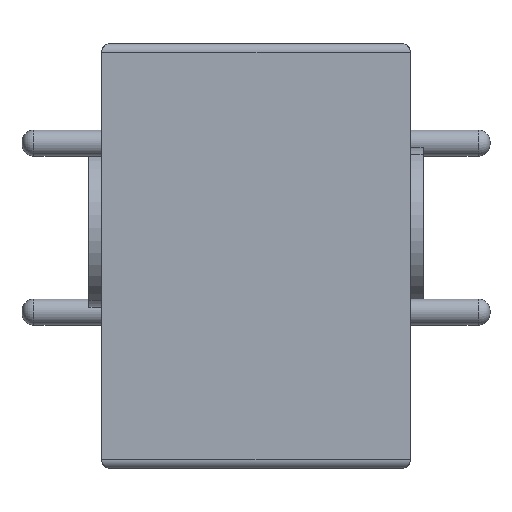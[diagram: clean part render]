
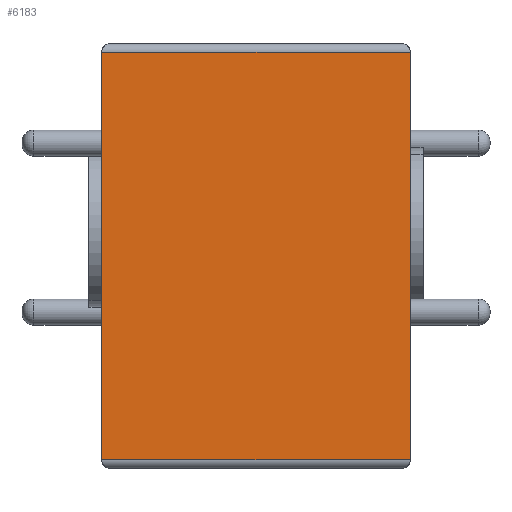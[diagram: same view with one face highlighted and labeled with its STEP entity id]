
A CAD part, front view. The second image highlights one B-rep face of the part: STEP entity #6183.
In plain terms, the highlighted planar face has unit normal (0, -1, 0).
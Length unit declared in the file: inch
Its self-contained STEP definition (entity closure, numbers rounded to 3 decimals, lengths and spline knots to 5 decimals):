
#162 = CARTESIAN_POINT ( 'NONE',  ( -0.3637, -0.3937, -0.54693 ) ) ;
#171 = VECTOR ( 'NONE', #1035, 39.37008 ) ;
#281 = EDGE_CURVE ( 'NONE', #947, #5142, #1623, .T. ) ;
#411 = AXIS2_PLACEMENT_3D ( 'NONE', #3808, #3763, #3132 ) ;
#449 = VERTEX_POINT ( 'NONE', #2668 ) ;
#510 = VECTOR ( 'NONE', #5929, 39.37008 ) ;
#947 = VERTEX_POINT ( 'NONE', #162 ) ;
#1035 = DIRECTION ( 'NONE',  ( 1., 0., 0. ) ) ;
#1238 = ORIENTED_EDGE ( 'NONE', *, *, #3299, .F. ) ;
#1476 = ORIENTED_EDGE ( 'NONE', *, *, #281, .T. ) ;
#1623 = LINE ( 'NONE', #3101, #171 ) ;
#1827 = PLANE ( 'NONE',  #411 ) ;
#1851 = DIRECTION ( 'NONE',  ( 0., 0., -1. ) ) ;
#1970 = CARTESIAN_POINT ( 'NONE',  ( -0.3637, -0.3937, 0.41307 ) ) ;
#2205 = EDGE_CURVE ( 'NONE', #449, #5142, #5209, .T. ) ;
#2208 = VECTOR ( 'NONE', #1851, 39.37008 ) ;
#2323 = ORIENTED_EDGE ( 'NONE', *, *, #7318, .T. ) ;
#2462 = FACE_OUTER_BOUND ( 'NONE', #5625, .T. ) ;
#2581 = CARTESIAN_POINT ( 'NONE',  ( -0.3637, -0.3937, -0.56693 ) ) ;
#2668 = CARTESIAN_POINT ( 'NONE',  ( 0.3637, -0.3937, 0.41307 ) ) ;
#3101 = CARTESIAN_POINT ( 'NONE',  ( 0.3937, -0.3937, -0.54693 ) ) ;
#3132 = DIRECTION ( 'NONE',  ( 0., 0., 1. ) ) ;
#3299 = EDGE_CURVE ( 'NONE', #947, #7570, #4591, .T. ) ;
#3763 = DIRECTION ( 'NONE',  ( 0., 1., 0. ) ) ;
#3785 = CARTESIAN_POINT ( 'NONE',  ( 0.3637, -0.3937, -0.54693 ) ) ;
#3808 = CARTESIAN_POINT ( 'NONE',  ( 0.3937, -0.3937, 0.43307 ) ) ;
#4591 = LINE ( 'NONE', #2581, #510 ) ;
#5142 = VERTEX_POINT ( 'NONE', #3785 ) ;
#5209 = LINE ( 'NONE', #7929, #2208 ) ;
#5625 = EDGE_LOOP ( 'NONE', ( #6552, #2323, #1238, #1476 ) ) ;
#5929 = DIRECTION ( 'NONE',  ( 0., 0., 1. ) ) ;
#6183 = ADVANCED_FACE ( 'NONE', ( #2462 ), #1827, .F. ) ;
#6325 = CARTESIAN_POINT ( 'NONE',  ( 0.3937, -0.3937, 0.41307 ) ) ;
#6408 = DIRECTION ( 'NONE',  ( -1., 0., 0. ) ) ;
#6552 = ORIENTED_EDGE ( 'NONE', *, *, #2205, .F. ) ;
#6995 = LINE ( 'NONE', #6325, #8566 ) ;
#7318 = EDGE_CURVE ( 'NONE', #449, #7570, #6995, .T. ) ;
#7570 = VERTEX_POINT ( 'NONE', #1970 ) ;
#7929 = CARTESIAN_POINT ( 'NONE',  ( 0.3637, -0.3937, 0.43307 ) ) ;
#8566 = VECTOR ( 'NONE', #6408, 39.37008 ) ;
